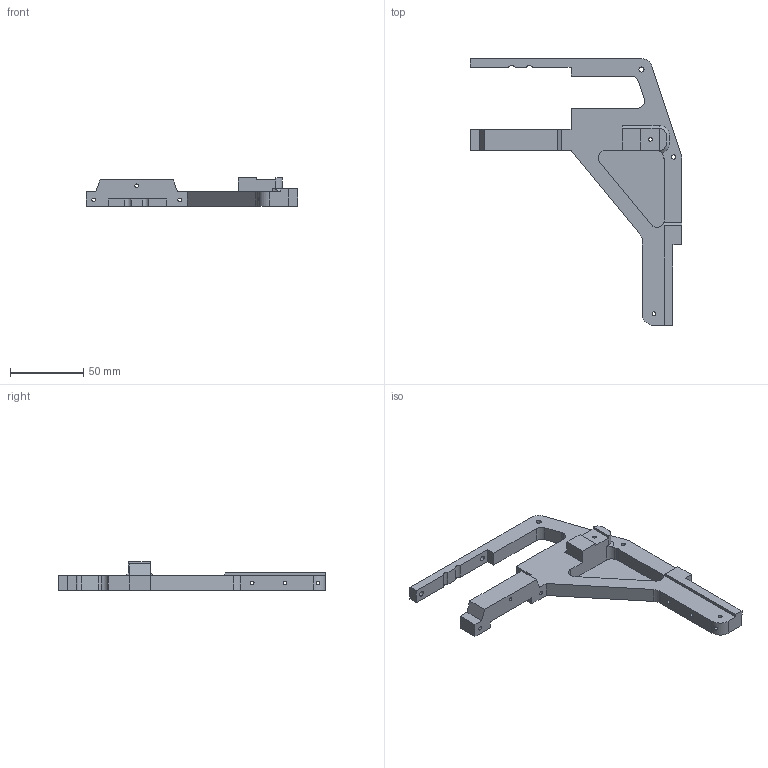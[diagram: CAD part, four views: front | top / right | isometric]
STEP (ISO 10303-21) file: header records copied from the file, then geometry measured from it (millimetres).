
FILE_DESCRIPTION (( 'STEP AP203' ), '1' );
FILE_NAME ('build platform-NE.STEP', '2019-01-01T17:50:23', ( '' ), ( '' ), 'SwSTEP 2.0', 'SolidWorks 2018', '' );
FILE_SCHEMA (( 'CONFIG_CONTROL_DESIGN' ));
Length unit declared in the file: millimetre
Products named in the file (1): build platform-NE
Bounding box: 144.4 x 182.21 x 19.5 mm (x, y, z)
Volume: 79584.8 mm3; surface area: 30297.1 mm2
Topology: 1 solids, 1 shells, 97 faces, 272 edges, 180 vertices
Faces by surface type: plane 51, cylinder 44, cone 2
Entity records: 3312 total; most frequent: CARTESIAN_POINT 602, DIRECTION 554, ORIENTED_EDGE 544, EDGE_CURVE 272, AXIS2_PLACEMENT_3D 188, VERTEX_POINT 180, LINE 178, VECTOR 178
